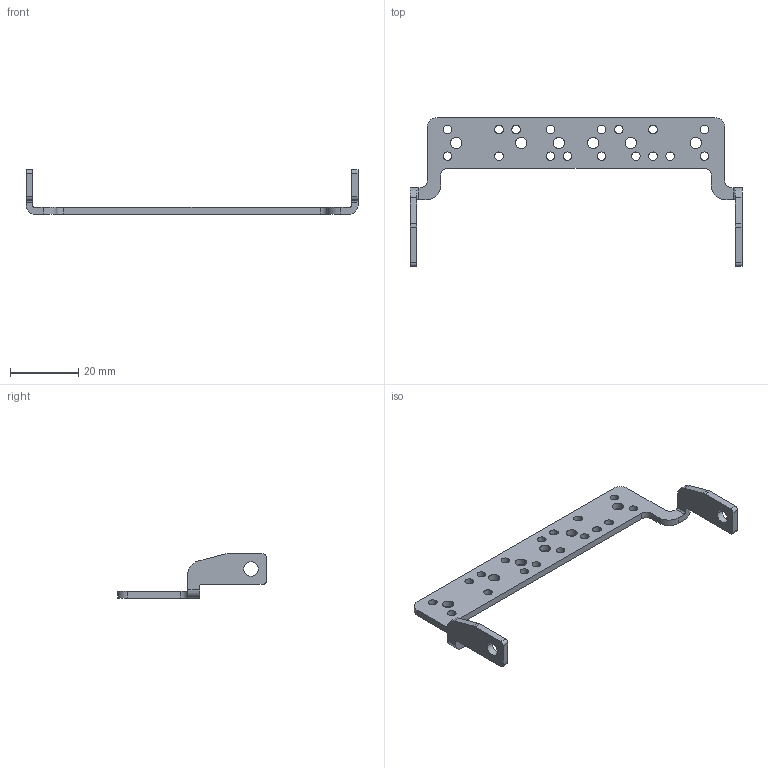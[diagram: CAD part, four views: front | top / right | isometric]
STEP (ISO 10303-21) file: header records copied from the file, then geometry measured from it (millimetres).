
FILE_DESCRIPTION(('OneSpaceDesigner STEP Export'),'2;1');
FILE_NAME('CR_24_SC.stp','2008-07-07T 9:17:13',(''),(''),'OneSpace Designer STEP processor for AP214 (Solid Model)','OneSpace Modeling 15.50B 03-Nov-2007 (C) CoCreate Software GmbH','');
FILE_SCHEMA(('AUTOMOTIVE_DESIGN { 1 0 10303 214 1 1 1 1 }'));
Length unit declared in the file: millimetre
Products named in the file (2): CR_24_SC
Assembly tree (1 placements, depth 2):
  CR_24_SC
    CR_24_SC
Bounding box: 97 x 43.5 x 12.95 mm (x, y, z)
Volume: 3217.7 mm3; surface area: 4384.1 mm2
Topology: 1 solids, 1 shells, 96 faces, 282 edges, 188 vertices
Faces by surface type: cylinder 72, plane 24
Entity records: 3040 total; most frequent: ORIENTED_EDGE 564, CARTESIAN_POINT 493, DIRECTION 472, EDGE_CURVE 282, VERTEX_POINT 188, AXIS2_PLACEMENT_3D 167, EDGE_LOOP 146, VECTOR 138
